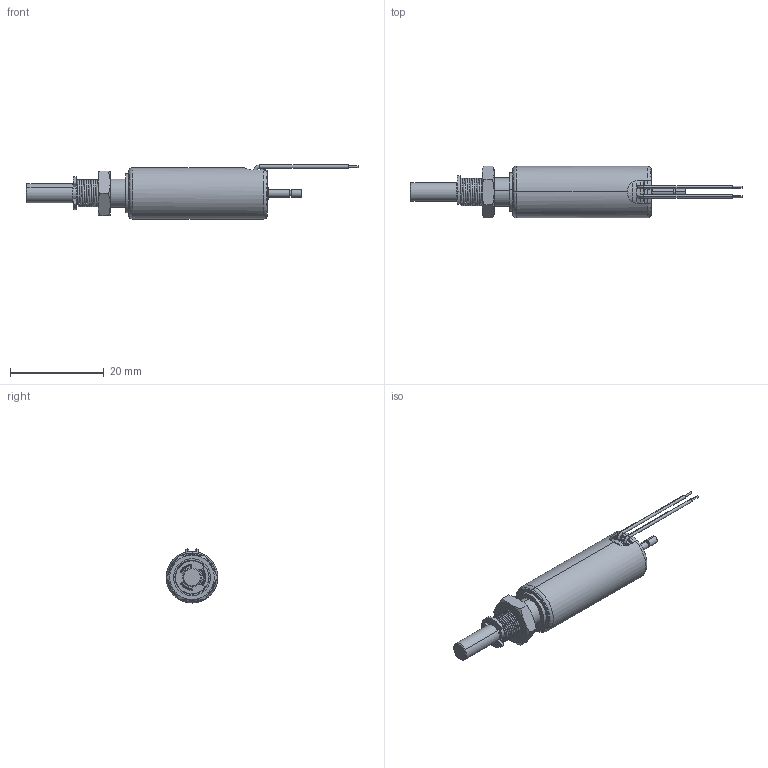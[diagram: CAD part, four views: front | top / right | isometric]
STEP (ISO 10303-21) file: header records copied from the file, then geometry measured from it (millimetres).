
FILE_DESCRIPTION (( 'STEP AP203' ), '1' );
FILE_NAME ('T1130S.STEP', '2020-01-16T06:41:52', ( 'user' ), ( '' ), 'SwSTEP 2.0', 'SolidWorks 2011', '' );
FILE_SCHEMA (( 'CONFIG_CONTROL_DESIGN' ));
Length unit declared in the file: millimetre
Products named in the file (11): T1130S; BD032054壓縮5.8mm; BD070117; BD020312; DB04401A; BB028303; DA04102A; BD10121R; T1130L線圈組; BD000712; BD08319R
Assembly tree (10 placements, depth 2):
  T1130S
    BD08319R
    BD032054壓縮5.8mm
    DB04401A
    BD070117
    BB028303
    BD020312
    T1130L線圈組
    BD10121R
    BD000712
    DA04102A
Bounding box: 70.88 x 11 x 11.55 mm (x, y, z)
Volume: 2715.5 mm3; surface area: 5565 mm2
Topology: 10 solids, 10 shells, 372 faces, 828 edges, 494 vertices
Faces by surface type: plane 154, cylinder 148, cone 60, torus 8, bspline 2
Entity records: 13695 total; most frequent: CARTESIAN_POINT 4039, DIRECTION 1968, ORIENTED_EDGE 1652, EDGE_CURVE 826, AXIS2_PLACEMENT_3D 795, VERTEX_POINT 494, CIRCLE 412, EDGE_LOOP 404
